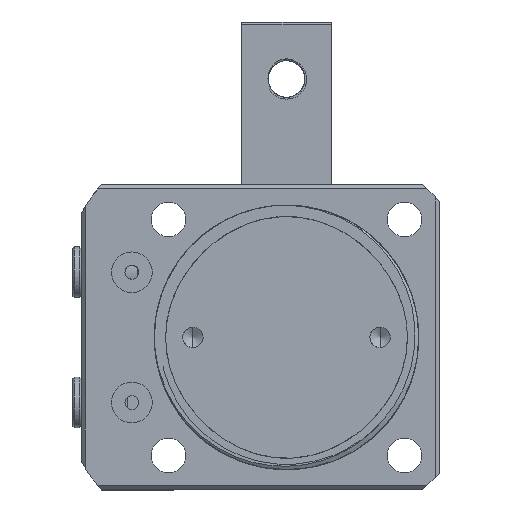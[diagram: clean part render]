
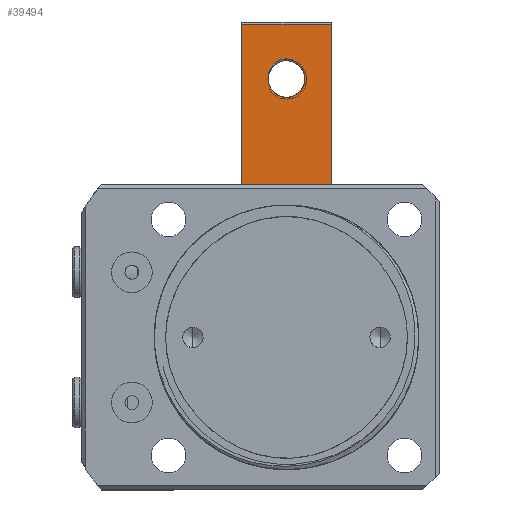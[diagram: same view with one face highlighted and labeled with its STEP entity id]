
A CAD part, front view. The second image highlights one B-rep face of the part: STEP entity #39494.
In plain terms, the highlighted planar face has unit normal (0, -1, 0).
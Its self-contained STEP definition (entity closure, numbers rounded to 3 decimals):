
#543 = ORIENTED_EDGE ( 'NONE', *, *, #36786, .F. ) ;
#642 = EDGE_CURVE ( 'NONE', #34287, #7940, #29091, .T. ) ;
#684 = CARTESIAN_POINT ( 'NONE',  ( 43.25, 0., -11. ) ) ;
#925 = EDGE_CURVE ( 'NONE', #7231, #34081, #16102, .T. ) ;
#1604 = CARTESIAN_POINT ( 'NONE',  ( 34.607, 0., 0.86 ) ) ;
#1999 = ORIENTED_EDGE ( 'NONE', *, *, #26694, .F. ) ;
#2303 = CARTESIAN_POINT ( 'NONE',  ( -35.75, 0., 5. ) ) ;
#2572 = CARTESIAN_POINT ( 'NONE',  ( 34.016, 0., -2.128 ) ) ;
#2573 = CARTESIAN_POINT ( 'NONE',  ( 0., 0., 0. ) ) ;
#2888 = CARTESIAN_POINT ( 'NONE',  ( 34.458, 0., 1.49 ) ) ;
#3169 = VECTOR ( 'NONE', #9758, 1000. ) ;
#3434 = CARTESIAN_POINT ( 'NONE',  ( 29.75, 0., 0. ) ) ;
#3698 = CARTESIAN_POINT ( 'NONE',  ( -35.75, 0., 11. ) ) ;
#6224 = CARTESIAN_POINT ( 'NONE',  ( 34.397, 0., -1.28 ) ) ;
#6225 = DIRECTION ( 'NONE',  ( 0., 1., 0. ) ) ;
#6568 = DIRECTION ( 'NONE',  ( -1., 0., 0. ) ) ;
#7083 = DIRECTION ( 'NONE',  ( 0., 0., 1. ) ) ;
#7231 = VERTEX_POINT ( 'NONE', #35689 ) ;
#7940 = VERTEX_POINT ( 'NONE', #684 ) ;
#8237 = EDGE_CURVE ( 'NONE', #7940, #38088, #45117, .T. ) ;
#8969 = B_SPLINE_CURVE_WITH_KNOTS ( 'NONE', 3,
 ( #31339, #20426, #34960, #13317, #38585, #16970, #42187, #20586, #45782, #24225, #2572, #27854, #6224, #31501, #9857, #35119, #13468, #38728 ),
 .UNSPECIFIED., .F., .F.,
 ( 4, 2, 2, 2, 2, 2, 2, 2, 4 ),
 ( 0., 0.001, 0.002, 0.003, 0.004, 0.005, 0.006, 0.006, 0.007 ),
 .UNSPECIFIED. ) ;
#9251 = EDGE_LOOP ( 'NONE', ( #9968, #543, #35126, #16414 ) ) ;
#9322 = CARTESIAN_POINT ( 'NONE',  ( -18.75, 0., 5. ) ) ;
#9670 = DIRECTION ( 'NONE',  ( 0., 0., -1. ) ) ;
#9758 = DIRECTION ( 'NONE',  ( 0., 0., 1. ) ) ;
#9787 = LINE ( 'NONE', #31859, #28988 ) ;
#9857 = CARTESIAN_POINT ( 'NONE',  ( 34.609, 0., -0.377 ) ) ;
#9968 = ORIENTED_EDGE ( 'NONE', *, *, #22960, .F. ) ;
#10097 = CARTESIAN_POINT ( 'NONE',  ( 0., 0., -11. ) ) ;
#11059 = VERTEX_POINT ( 'NONE', #39214 ) ;
#11725 = VERTEX_POINT ( 'NONE', #43008 ) ;
#11864 = VERTEX_POINT ( 'NONE', #3698 ) ;
#13075 = VECTOR ( 'NONE', #20195, 1000. ) ;
#13277 = CARTESIAN_POINT ( 'NONE',  ( 43.25, 0., 0. ) ) ;
#13317 = CARTESIAN_POINT ( 'NONE',  ( 31.73, 0., -4.135 ) ) ;
#13468 = CARTESIAN_POINT ( 'NONE',  ( 34.644, 0., 0.551 ) ) ;
#13522 = CARTESIAN_POINT ( 'NONE',  ( 29.75, 0., 0. ) ) ;
#13582 = ORIENTED_EDGE ( 'NONE', *, *, #16925, .F. ) ;
#13762 = CIRCLE ( 'NONE', #34438, 4.5 ) ;
#13791 = CARTESIAN_POINT ( 'NONE',  ( 33.447, 0., 3.108 ) ) ;
#13843 = AXIS2_PLACEMENT_3D ( 'NONE', #40460, #18862, #44065 ) ;
#14401 = VECTOR ( 'NONE', #37752, 1000. ) ;
#14501 = EDGE_CURVE ( 'NONE', #38088, #11059, #22396, .T. ) ;
#14883 = CARTESIAN_POINT ( 'NONE',  ( -18.75, 0., -5. ) ) ;
#15123 = AXIS2_PLACEMENT_3D ( 'NONE', #13522, #38779, #17177 ) ;
#16102 = CIRCLE ( 'NONE', #15123, 4.5 ) ;
#16358 = VECTOR ( 'NONE', #17057, 1000. ) ;
#16414 = ORIENTED_EDGE ( 'NONE', *, *, #925, .F. ) ;
#16583 = CARTESIAN_POINT ( 'NONE',  ( -43.75, 0., 11. ) ) ;
#16925 = EDGE_CURVE ( 'NONE', #11059, #36890, #24009, .T. ) ;
#16970 = CARTESIAN_POINT ( 'NONE',  ( 32.553, 0., -3.699 ) ) ;
#17057 = DIRECTION ( 'NONE',  ( -1., 0., 0. ) ) ;
#17078 = FACE_BOUND ( 'NONE', #9251, .T. ) ;
#17177 = DIRECTION ( 'NONE',  ( 0., 0., 1. ) ) ;
#17178 = DIRECTION ( 'NONE',  ( 0., 0., 1. ) ) ;
#17437 = CARTESIAN_POINT ( 'NONE',  ( 31.926, 0., 4.19 ) ) ;
#18862 = DIRECTION ( 'NONE',  ( 0., -1., 0. ) ) ;
#20195 = DIRECTION ( 'NONE',  ( 1., 0., 0. ) ) ;
#20426 = CARTESIAN_POINT ( 'NONE',  ( 30.845, 0., -4.395 ) ) ;
#20586 = CARTESIAN_POINT ( 'NONE',  ( 33.267, 0., -3.11 ) ) ;
#20609 = VECTOR ( 'NONE', #9670, 1000. ) ;
#21062 = CARTESIAN_POINT ( 'NONE',  ( 30.147, 0., 4.594 ) ) ;
#21487 = ORIENTED_EDGE ( 'NONE', *, *, #42997, .F. ) ;
#22396 = LINE ( 'NONE', #27906, #3169 ) ;
#22563 = ORIENTED_EDGE ( 'NONE', *, *, #14501, .F. ) ;
#22722 = LINE ( 'NONE', #16583, #13075 ) ;
#22960 = EDGE_CURVE ( 'NONE', #11725, #7231, #13762, .T. ) ;
#23059 = FACE_OUTER_BOUND ( 'NONE', #31583, .T. ) ;
#23909 = EDGE_CURVE ( 'NONE', #26665, #31745, #9787, .T. ) ;
#24009 = LINE ( 'NONE', #26874, #14401 ) ;
#24225 = CARTESIAN_POINT ( 'NONE',  ( 33.853, 0., -2.391 ) ) ;
#24284 = CARTESIAN_POINT ( 'NONE',  ( -35.75, 0., 11.15 ) ) ;
#24696 = CARTESIAN_POINT ( 'NONE',  ( 28.965, 0., 4.431 ) ) ;
#25503 = LINE ( 'NONE', #24284, #32869 ) ;
#26665 = VERTEX_POINT ( 'NONE', #9322 ) ;
#26694 = EDGE_CURVE ( 'NONE', #11864, #34287, #22722, .T. ) ;
#26874 = CARTESIAN_POINT ( 'NONE',  ( 0., 0., -5. ) ) ;
#27488 = EDGE_CURVE ( 'NONE', #31745, #11864, #25503, .T. ) ;
#27854 = CARTESIAN_POINT ( 'NONE',  ( 34.289, 0., -1.569 ) ) ;
#27906 = CARTESIAN_POINT ( 'NONE',  ( -35.75, 0., 0. ) ) ;
#28159 = CARTESIAN_POINT ( 'NONE',  ( 34.607, 0., 0.86 ) ) ;
#28698 = DIRECTION ( 'NONE',  ( 0., -1., 0. ) ) ;
#28988 = VECTOR ( 'NONE', #6568, 1000. ) ;
#29091 = LINE ( 'NONE', #13277, #20609 ) ;
#29559 = AXIS2_PLACEMENT_3D ( 'NONE', #2573, #6225, #31503 ) ;
#30142 = B_SPLINE_CURVE_WITH_KNOTS ( 'NONE', 3,
 ( #28159, #2888, #35431, #13791, #39042, #17437, #42662, #21062, #46247, #24696 ),
 .UNSPECIFIED., .F., .F.,
 ( 4, 2, 2, 2, 4 ),
 ( 0., 0.25, 0.5, 0.75, 1. ),
 .UNSPECIFIED. ) ;
#31339 = CARTESIAN_POINT ( 'NONE',  ( 30.535, 0., -4.431 ) ) ;
#31501 = CARTESIAN_POINT ( 'NONE',  ( 34.556, 0., -0.685 ) ) ;
#31503 = DIRECTION ( 'NONE',  ( 0., 0., 1. ) ) ;
#31583 = EDGE_LOOP ( 'NONE', ( #43916, #39471, #1999, #43329, #41469, #21487, #13582, #22563 ) ) ;
#31745 = VERTEX_POINT ( 'NONE', #2303 ) ;
#31859 = CARTESIAN_POINT ( 'NONE',  ( 0., 0., 5. ) ) ;
#32869 = VECTOR ( 'NONE', #17178, 1000. ) ;
#34081 = VERTEX_POINT ( 'NONE', #41849 ) ;
#34287 = VERTEX_POINT ( 'NONE', #43737 ) ;
#34438 = AXIS2_PLACEMENT_3D ( 'NONE', #3434, #28698, #7083 ) ;
#34960 = CARTESIAN_POINT ( 'NONE',  ( 31.146, 0., -4.328 ) ) ;
#35119 = CARTESIAN_POINT ( 'NONE',  ( 34.652, 0., 0.242 ) ) ;
#35126 = ORIENTED_EDGE ( 'NONE', *, *, #38171, .F. ) ;
#35431 = CARTESIAN_POINT ( 'NONE',  ( 34.188, 0., 2.083 ) ) ;
#35689 = CARTESIAN_POINT ( 'NONE',  ( 29.75, 0., -4.5 ) ) ;
#36786 = EDGE_CURVE ( 'NONE', #43338, #11725, #30142, .T. ) ;
#36890 = VERTEX_POINT ( 'NONE', #14883 ) ;
#37752 = DIRECTION ( 'NONE',  ( 1., 0., 0. ) ) ;
#38088 = VERTEX_POINT ( 'NONE', #41121 ) ;
#38171 = EDGE_CURVE ( 'NONE', #34081, #43338, #8969, .T. ) ;
#38585 = CARTESIAN_POINT ( 'NONE',  ( 32.017, 0., -4.007 ) ) ;
#38728 = CARTESIAN_POINT ( 'NONE',  ( 34.607, 0., 0.86 ) ) ;
#38779 = DIRECTION ( 'NONE',  ( 0., -1., 0. ) ) ;
#39042 = CARTESIAN_POINT ( 'NONE',  ( 32.978, 0., 3.541 ) ) ;
#39214 = CARTESIAN_POINT ( 'NONE',  ( -35.75, 0., -5. ) ) ;
#39471 = ORIENTED_EDGE ( 'NONE', *, *, #642, .F. ) ;
#39494 = ADVANCED_FACE ( 'NONE', ( #23059, #17078 ), #42188, .F. ) ;
#40460 = CARTESIAN_POINT ( 'NONE',  ( -18.75, 0., 0. ) ) ;
#41121 = CARTESIAN_POINT ( 'NONE',  ( -35.75, 0., -11. ) ) ;
#41469 = ORIENTED_EDGE ( 'NONE', *, *, #23909, .F. ) ;
#41849 = CARTESIAN_POINT ( 'NONE',  ( 30.535, 0., -4.431 ) ) ;
#42187 = CARTESIAN_POINT ( 'NONE',  ( 32.802, 0., -3.519 ) ) ;
#42188 = PLANE ( 'NONE',  #29559 ) ;
#42662 = CARTESIAN_POINT ( 'NONE',  ( 31.34, 0., 4.404 ) ) ;
#42997 = EDGE_CURVE ( 'NONE', #36890, #26665, #45726, .T. ) ;
#43008 = CARTESIAN_POINT ( 'NONE',  ( 28.965, 0., 4.431 ) ) ;
#43329 = ORIENTED_EDGE ( 'NONE', *, *, #27488, .F. ) ;
#43338 = VERTEX_POINT ( 'NONE', #1604 ) ;
#43737 = CARTESIAN_POINT ( 'NONE',  ( 43.25, 0., 11. ) ) ;
#43916 = ORIENTED_EDGE ( 'NONE', *, *, #8237, .F. ) ;
#44065 = DIRECTION ( 'NONE',  ( 0., 0., 1. ) ) ;
#45117 = LINE ( 'NONE', #10097, #16358 ) ;
#45726 = CIRCLE ( 'NONE', #13843, 5. ) ;
#45782 = CARTESIAN_POINT ( 'NONE',  ( 33.48, 0., -2.881 ) ) ;
#46247 = CARTESIAN_POINT ( 'NONE',  ( 29.539, 0., 4.569 ) ) ;
